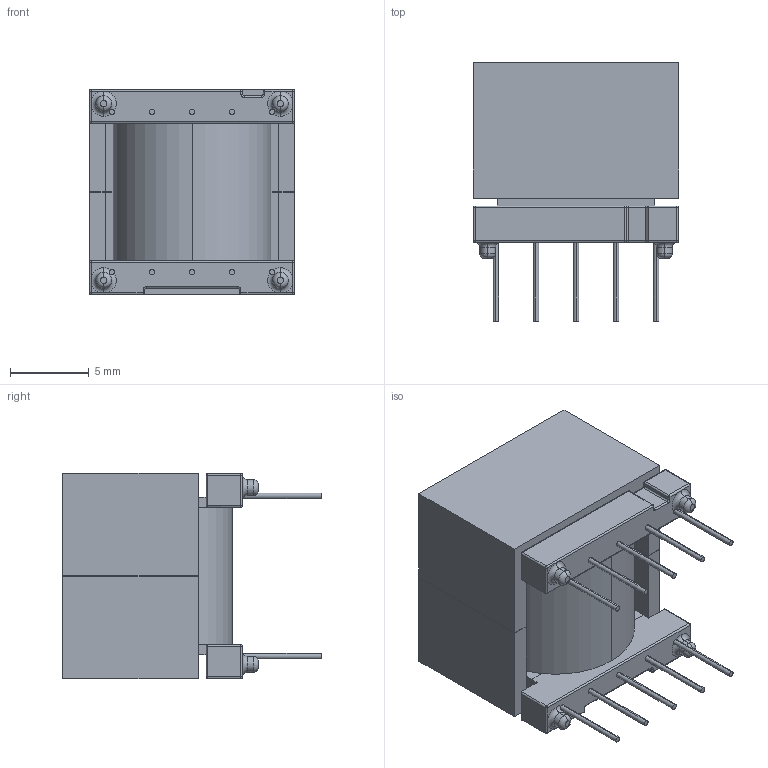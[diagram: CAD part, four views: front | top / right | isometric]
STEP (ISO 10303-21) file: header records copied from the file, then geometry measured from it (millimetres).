
FILE_DESCRIPTION (( 'STEP AP214' ), '1' );
FILE_NAME ('9B29CDC8-CBBB-4EF3-9B22-5C909F234CB0.STEP', '2023-10-20T10:10:23', ( '' ), ( '' ), 'SwSTEP 2.0', 'SolidWorks 2022', '' );
FILE_SCHEMA (( 'AUTOMOTIVE_DESIGN' ));
Length unit declared in the file: millimetre
Products named in the file (1): 9B29CDC8-CBBB-4EF3-9B22-5C909F234CB0
Bounding box: 13 x 16.4 x 13 mm (x, y, z)
Volume: 1598.4 mm3; surface area: 1488.7 mm2
Topology: 1 solids, 1 shells, 196 faces, 477 edges, 267 vertices
Faces by surface type: cylinder 76, plane 76, torus 24, sphere 20
Entity records: 7722 total; most frequent: DIRECTION 1038, CARTESIAN_POINT 1003, ORIENTED_EDGE 914, EDGE_CURVE 457, AXIS2_PLACEMENT_3D 398, VERTEX_POINT 267, LINE 242, VECTOR 242
